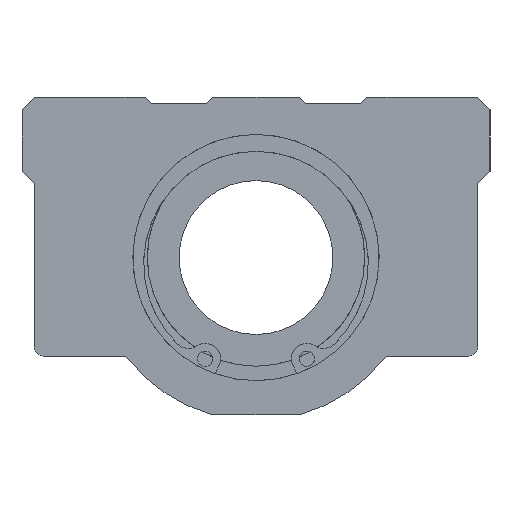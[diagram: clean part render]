
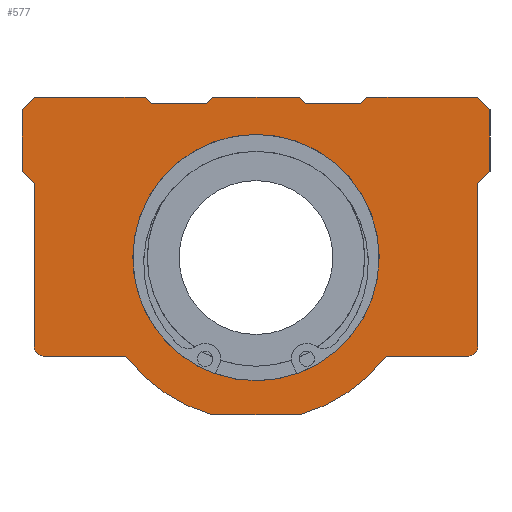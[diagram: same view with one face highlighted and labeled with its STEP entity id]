
A CAD part, left-side view. The second image highlights one B-rep face of the part: STEP entity #577.
In plain terms, the highlighted planar face has unit normal (-1, 0, 0).
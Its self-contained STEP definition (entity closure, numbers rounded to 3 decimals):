
#495=CIRCLE('',#4908,20.);
#497=CIRCLE('',#4916,1.5);
#504=CIRCLE('',#4926,1.5);
#505=CIRCLE('',#4928,26.5);
#506=CIRCLE('',#4929,26.5);
#577=ADVANCED_FACE('',(#1004,#1005),#825,.F.);
#825=PLANE('',#4930);
#1004=FACE_BOUND('',#1146,.T.);
#1005=FACE_BOUND('',#1147,.T.);
#1146=EDGE_LOOP('',(#2490,#2491,#2492,#2493,#2494,#2495,#2496,#2497,#2498,
#2499,#2500,#2501,#2502,#2503,#2504,#2505,#2506,#2507,#2508,#2509,#2510,
#2511,#2512,#2513));
#1147=EDGE_LOOP('',(#2514));
#1417=LINE('',#6353,#1747);
#1470=LINE('',#6797,#1800);
#1513=LINE('',#7251,#1843);
#1519=LINE('',#7265,#1849);
#1522=LINE('',#7270,#1852);
#1525=LINE('',#7276,#1855);
#1526=LINE('',#7278,#1856);
#1532=LINE('',#7294,#1862);
#1546=LINE('',#7336,#1876);
#1547=LINE('',#7340,#1877);
#1548=LINE('',#7341,#1878);
#1549=LINE('',#7343,#1879);
#1550=LINE('',#7345,#1880);
#1551=LINE('',#7347,#1881);
#1552=LINE('',#7349,#1882);
#1553=LINE('',#7350,#1883);
#1554=LINE('',#7352,#1884);
#1555=LINE('',#7354,#1885);
#1556=LINE('',#7356,#1886);
#1557=LINE('',#7358,#1887);
#1747=VECTOR('',#5127,1.);
#1800=VECTOR('',#5182,1.);
#1843=VECTOR('',#5435,1.);
#1849=VECTOR('',#5443,1.);
#1852=VECTOR('',#5448,1.);
#1855=VECTOR('',#5453,1.);
#1856=VECTOR('',#5456,1.);
#1862=VECTOR('',#5470,1.);
#1876=VECTOR('',#5506,1.);
#1877=VECTOR('',#5509,1.);
#1878=VECTOR('',#5510,1.);
#1879=VECTOR('',#5511,1.);
#1880=VECTOR('',#5512,1.);
#1881=VECTOR('',#5513,1.);
#1882=VECTOR('',#5514,1.);
#1883=VECTOR('',#5515,1.);
#1884=VECTOR('',#5516,1.);
#1885=VECTOR('',#5517,1.);
#1886=VECTOR('',#5518,1.);
#1887=VECTOR('',#5519,1.);
#2490=ORIENTED_EDGE('',*,*,#4125,.F.);
#2491=ORIENTED_EDGE('',*,*,#4128,.F.);
#2492=ORIENTED_EDGE('',*,*,#4149,.F.);
#2493=ORIENTED_EDGE('',*,*,#4150,.F.);
#2494=ORIENTED_EDGE('',*,*,#4151,.F.);
#2495=ORIENTED_EDGE('',*,*,#4152,.F.);
#2496=ORIENTED_EDGE('',*,*,#4147,.F.);
#2497=ORIENTED_EDGE('',*,*,#3897,.F.);
#2498=ORIENTED_EDGE('',*,*,#4153,.F.);
#2499=ORIENTED_EDGE('',*,*,#4154,.F.);
#2500=ORIENTED_EDGE('',*,*,#4155,.F.);
#2501=ORIENTED_EDGE('',*,*,#4156,.F.);
#2502=ORIENTED_EDGE('',*,*,#4157,.F.);
#2503=ORIENTED_EDGE('',*,*,#4120,.F.);
#2504=ORIENTED_EDGE('',*,*,#4113,.F.);
#2505=ORIENTED_EDGE('',*,*,#4116,.F.);
#2506=ORIENTED_EDGE('',*,*,#4107,.F.);
#2507=ORIENTED_EDGE('',*,*,#4119,.F.);
#2508=ORIENTED_EDGE('',*,*,#4158,.F.);
#2509=ORIENTED_EDGE('',*,*,#4159,.F.);
#2510=ORIENTED_EDGE('',*,*,#4160,.F.);
#2511=ORIENTED_EDGE('',*,*,#4161,.F.);
#2512=ORIENTED_EDGE('',*,*,#4162,.F.);
#2513=ORIENTED_EDGE('',*,*,#3981,.F.);
#2514=ORIENTED_EDGE('',*,*,#4106,.T.);
#3457=VERTEX_POINT('',#6348);
#3459=VERTEX_POINT('',#6352);
#3542=VERTEX_POINT('',#6795);
#3544=VERTEX_POINT('',#6798);
#3633=VERTEX_POINT('',#7249);
#3634=VERTEX_POINT('',#7252);
#3635=VERTEX_POINT('',#7253);
#3640=VERTEX_POINT('',#7264);
#3641=VERTEX_POINT('',#7266);
#3643=VERTEX_POINT('',#7275);
#3644=VERTEX_POINT('',#7279);
#3647=VERTEX_POINT('',#7287);
#3649=VERTEX_POINT('',#7293);
#3665=VERTEX_POINT('',#7331);
#3666=VERTEX_POINT('',#7335);
#3667=VERTEX_POINT('',#7337);
#3668=VERTEX_POINT('',#7339);
#3669=VERTEX_POINT('',#7342);
#3670=VERTEX_POINT('',#7344);
#3671=VERTEX_POINT('',#7346);
#3672=VERTEX_POINT('',#7348);
#3673=VERTEX_POINT('',#7351);
#3674=VERTEX_POINT('',#7353);
#3675=VERTEX_POINT('',#7355);
#3676=VERTEX_POINT('',#7357);
#3897=EDGE_CURVE('',#3459,#3457,#1417,.T.);
#3981=EDGE_CURVE('',#3542,#3544,#1470,.T.);
#4106=EDGE_CURVE('',#3633,#3633,#495,.T.);
#4107=EDGE_CURVE('',#3634,#3635,#1513,.T.);
#4113=EDGE_CURVE('',#3640,#3641,#1519,.T.);
#4116=EDGE_CURVE('',#3635,#3640,#1522,.T.);
#4119=EDGE_CURVE('',#3643,#3634,#1525,.T.);
#4120=EDGE_CURVE('',#3641,#3644,#1526,.T.);
#4125=EDGE_CURVE('',#3647,#3542,#497,.T.);
#4128=EDGE_CURVE('',#3649,#3647,#1532,.T.);
#4147=EDGE_CURVE('',#3457,#3665,#504,.T.);
#4149=EDGE_CURVE('',#3666,#3649,#505,.T.);
#4150=EDGE_CURVE('',#3667,#3666,#1546,.T.);
#4151=EDGE_CURVE('',#3668,#3667,#506,.T.);
#4152=EDGE_CURVE('',#3665,#3668,#1547,.T.);
#4153=EDGE_CURVE('',#3669,#3459,#1548,.T.);
#4154=EDGE_CURVE('',#3670,#3669,#1549,.T.);
#4155=EDGE_CURVE('',#3671,#3670,#1550,.T.);
#4156=EDGE_CURVE('',#3672,#3671,#1551,.T.);
#4157=EDGE_CURVE('',#3644,#3672,#1552,.T.);
#4158=EDGE_CURVE('',#3673,#3643,#1553,.T.);
#4159=EDGE_CURVE('',#3674,#3673,#1554,.T.);
#4160=EDGE_CURVE('',#3675,#3674,#1555,.T.);
#4161=EDGE_CURVE('',#3676,#3675,#1556,.T.);
#4162=EDGE_CURVE('',#3544,#3676,#1557,.T.);
#4908=AXIS2_PLACEMENT_3D('',#7248,#5431,#5432);
#4916=AXIS2_PLACEMENT_3D('',#7288,#5464,#5465);
#4926=AXIS2_PLACEMENT_3D('',#7330,#5499,#5500);
#4928=AXIS2_PLACEMENT_3D('',#7334,#5504,#5505);
#4929=AXIS2_PLACEMENT_3D('',#7338,#5507,#5508);
#4930=AXIS2_PLACEMENT_3D('',#7359,#5520,#5521);
#5127=DIRECTION('',(0.,0.,-1.));
#5182=DIRECTION('',(0.,0.,1.));
#5431=DIRECTION('',(1.,0.,0.));
#5432=DIRECTION('',(0.,-1.,0.));
#5435=DIRECTION('',(0.,-0.707,0.707));
#5443=DIRECTION('',(0.,-0.707,-0.707));
#5448=DIRECTION('',(0.,-1.,0.));
#5453=DIRECTION('',(0.,-1.,0.));
#5456=DIRECTION('',(0.,-1.,0.));
#5464=DIRECTION('',(1.,0.,0.));
#5465=DIRECTION('',(0.,0.707,-0.707));
#5470=DIRECTION('',(0.,1.,0.));
#5499=DIRECTION('',(1.,0.,0.));
#5500=DIRECTION('',(0.,-0.707,-0.707));
#5504=DIRECTION('',(1.,0.,0.));
#5505=DIRECTION('',(0.,0.,-1.));
#5506=DIRECTION('',(0.,1.,0.));
#5507=DIRECTION('',(1.,0.,0.));
#5508=DIRECTION('',(0.,0.,-1.));
#5509=DIRECTION('',(0.,1.,0.));
#5510=DIRECTION('',(0.,0.707,-0.707));
#5511=DIRECTION('',(0.,0.,-1.));
#5512=DIRECTION('',(0.,-0.707,-0.707));
#5513=DIRECTION('',(0.,-1.,0.));
#5514=DIRECTION('',(0.,-0.707,0.707));
#5515=DIRECTION('',(0.,-0.707,-0.707));
#5516=DIRECTION('',(0.,-1.,0.));
#5517=DIRECTION('',(0.,-0.707,0.707));
#5518=DIRECTION('',(0.,0.,1.));
#5519=DIRECTION('',(0.,0.707,0.707));
#5520=DIRECTION('',(1.,0.,0.));
#5521=DIRECTION('',(0.,0.,-1.));
#6348=CARTESIAN_POINT('',(0.,-36.,-14.5));
#6352=CARTESIAN_POINT('',(0.,-36.,12.));
#6353=CARTESIAN_POINT('',(0.,-36.,12.));
#6795=CARTESIAN_POINT('',(0.,36.,-14.5));
#6797=CARTESIAN_POINT('',(0.,36.,-15.));
#6798=CARTESIAN_POINT('',(0.,36.,12.));
#7248=CARTESIAN_POINT('',(0.,0.,0.));
#7249=CARTESIAN_POINT('',(0.,20.,0.));
#7251=CARTESIAN_POINT('',(0.,8.,25.));
#7252=CARTESIAN_POINT('',(0.,8.,25.));
#7253=CARTESIAN_POINT('',(0.,7.,26.));
#7264=CARTESIAN_POINT('',(0.,-7.,26.));
#7265=CARTESIAN_POINT('',(0.,-7.,26.));
#7266=CARTESIAN_POINT('',(0.,-8.,25.));
#7270=CARTESIAN_POINT('',(0.,7.,26.));
#7275=CARTESIAN_POINT('',(0.,17.,25.));
#7276=CARTESIAN_POINT('',(0.,17.,25.));
#7278=CARTESIAN_POINT('',(0.,-8.,25.));
#7279=CARTESIAN_POINT('',(0.,-17.,25.));
#7287=CARTESIAN_POINT('',(0.,34.5,-16.));
#7288=CARTESIAN_POINT('',(0.,34.5,-14.5));
#7293=CARTESIAN_POINT('',(0.,21.125,-16.));
#7294=CARTESIAN_POINT('',(0.,0.,-16.));
#7330=CARTESIAN_POINT('',(0.,-34.5,-14.5));
#7331=CARTESIAN_POINT('',(0.,-34.5,-16.));
#7334=CARTESIAN_POINT('',(0.,0.,0.));
#7335=CARTESIAN_POINT('',(0.,7.211,-25.5));
#7336=CARTESIAN_POINT('',(0.,0.,-25.5));
#7337=CARTESIAN_POINT('',(0.,-7.211,-25.5));
#7338=CARTESIAN_POINT('',(0.,0.,0.));
#7339=CARTESIAN_POINT('',(0.,-21.125,-16.));
#7340=CARTESIAN_POINT('',(0.,0.,-16.));
#7341=CARTESIAN_POINT('',(0.,-38.,14.));
#7342=CARTESIAN_POINT('',(0.,-38.,14.));
#7343=CARTESIAN_POINT('',(0.,-38.,24.));
#7344=CARTESIAN_POINT('',(0.,-38.,24.));
#7345=CARTESIAN_POINT('',(0.,-36.,26.));
#7346=CARTESIAN_POINT('',(0.,-36.,26.));
#7347=CARTESIAN_POINT('',(0.,-18.,26.));
#7348=CARTESIAN_POINT('',(0.,-18.,26.));
#7349=CARTESIAN_POINT('',(0.,-17.,25.));
#7350=CARTESIAN_POINT('',(0.,18.,26.));
#7351=CARTESIAN_POINT('',(0.,18.,26.));
#7352=CARTESIAN_POINT('',(0.,36.,26.));
#7353=CARTESIAN_POINT('',(0.,36.,26.));
#7354=CARTESIAN_POINT('',(0.,38.,24.));
#7355=CARTESIAN_POINT('',(0.,38.,24.));
#7356=CARTESIAN_POINT('',(0.,38.,14.));
#7357=CARTESIAN_POINT('',(0.,38.,14.));
#7358=CARTESIAN_POINT('',(0.,36.,12.));
#7359=CARTESIAN_POINT('',(0.,0.,3.14));
